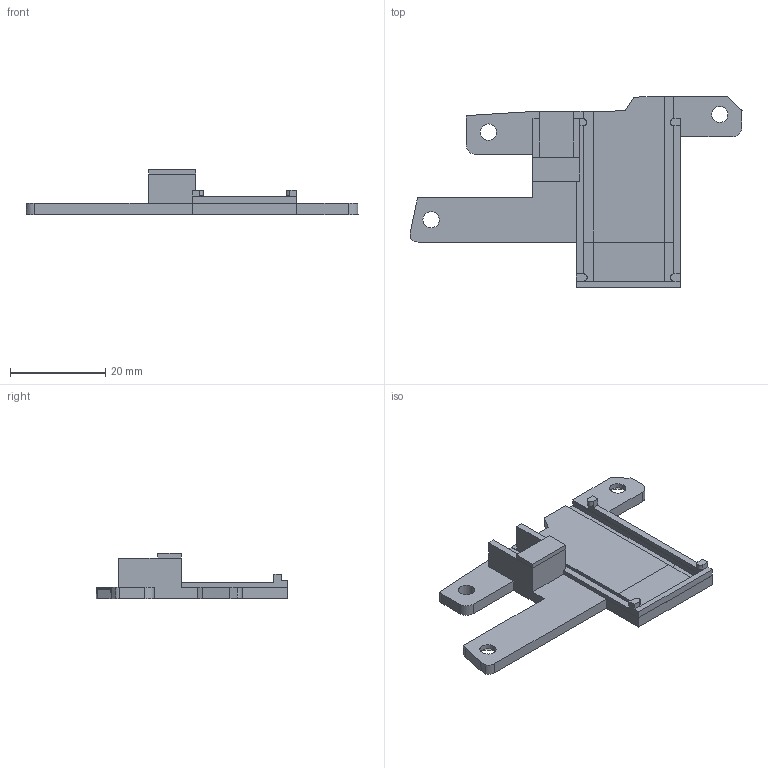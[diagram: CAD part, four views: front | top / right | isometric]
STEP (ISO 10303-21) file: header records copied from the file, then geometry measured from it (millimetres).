
FILE_DESCRIPTION(/* description */ ('Cosmos Model','CAx-IF Rec.Pracs.---Representation and Presentation of Product Manufacturing Information (PMI)---4.0---2014-10-13'),/* implementation_level */ '2;1');
FILE_NAME(/* name */ 'usbc_holder_with_trs_v1.step',/* time_stamp */ '2025-05-22T14:01:46+02:00',/* author */ (''),/* organization */ (''),/* preprocessor_version */ 'ST-DEVELOPER v20',/* originating_system */ 'Autodesk Translation Framework v13.20.0.188',/* authorisation */ '');
FILE_SCHEMA (('AP242_MANAGED_MODEL_BASED_3D_ENGINEERING_MIM_LF { 1 0 10303 442 1 1 4 }'));
Length unit declared in the file: millimetre
Products named in the file (2): cosmotylright; Microcontroller Holder
Assembly tree (1 placements, depth 2):
  cosmotylright
    Microcontroller Holder
Bounding box: 69.54 x 40.13 x 9.5 mm (x, y, z)
Volume: 3709.3 mm3; surface area: 4778.5 mm2
Topology: 3 solids, 3 shells, 111 faces, 315 edges, 208 vertices
Faces by surface type: plane 87, cylinder 12, bspline 10, cone 2
Full cylindrical faces by diameter (mm): 3.4 x3
Entity records: 4025 total; most frequent: CARTESIAN_POINT 1147, ORIENTED_EDGE 630, DIRECTION 515, EDGE_CURVE 315, LINE 249, VECTOR 249, VERTEX_POINT 208, AXIS2_PLACEMENT_3D 133
